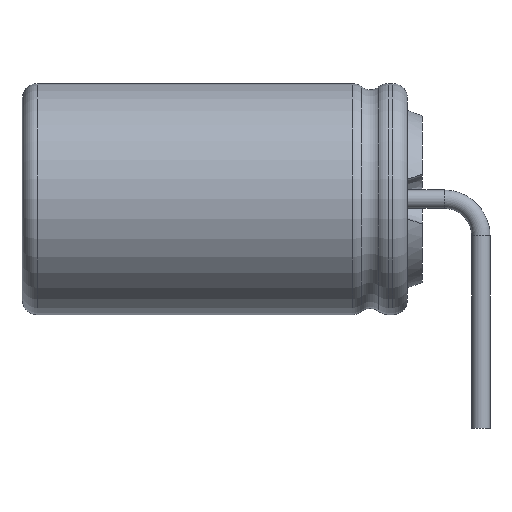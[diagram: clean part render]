
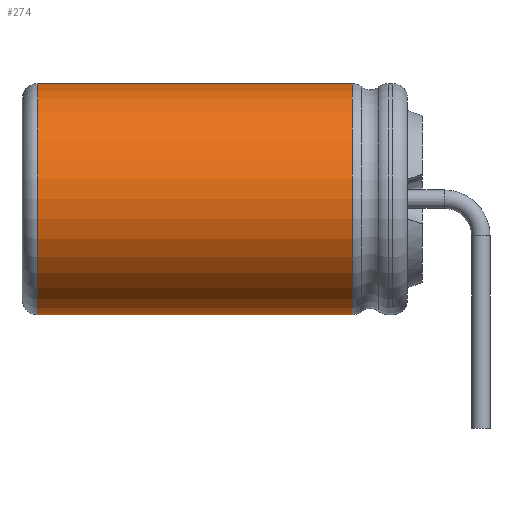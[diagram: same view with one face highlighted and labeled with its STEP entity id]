
A CAD part, front view. The second image highlights one B-rep face of the part: STEP entity #274.
In plain terms, the highlighted cylindrical face has radius 3.15 mm (diameter 6.3 mm), a partial arc.
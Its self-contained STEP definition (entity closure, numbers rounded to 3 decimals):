
#274=ADVANCED_FACE('',(#876),#878,.T.);
#876=FACE_BOUND('',#877,.T.);
#877=EDGE_LOOP('',(#1387,#1388,#1389,#1390));
#878=CYLINDRICAL_SURFACE('',#879,3.15);
#879=AXIS2_PLACEMENT_3D('',#880,#881,#882);
#880=CARTESIAN_POINT('',(-3.499,0.,3.25));
#881=DIRECTION('',(-1.,0.,0.));
#882=DIRECTION('',(0.,0.94,-0.342));
#1387=ORIENTED_EDGE('',*,*,#1663,.F.);
#1388=ORIENTED_EDGE('',*,*,#1687,.F.);
#1389=ORIENTED_EDGE('',*,*,#1640,.F.);
#1390=ORIENTED_EDGE('',*,*,#1686,.T.);
#1640=EDGE_CURVE('',#1852,#1854,#1855,.T.);
#1663=EDGE_CURVE('',#1895,#1897,#1898,.F.);
#1686=EDGE_CURVE('',#1852,#1897,#1931,.T.);
#1687=EDGE_CURVE('',#1854,#1895,#1932,.T.);
#1852=VERTEX_POINT('',#2272);
#1854=VERTEX_POINT('',#2277);
#1855=LINE('',#2278,#2279);
#1895=VERTEX_POINT('',#2372);
#1897=VERTEX_POINT('',#2377);
#1898=LINE('',#2378,#2379);
#1931=CIRCLE('',#2471,3.15);
#1932=CIRCLE('',#2475,3.15);
#2272=CARTESIAN_POINT('',(-3.499,2.96,2.173));
#2277=CARTESIAN_POINT('',(-12.1,2.96,2.173));
#2278=CARTESIAN_POINT('',(-3.499,2.96,2.173));
#2279=VECTOR('',#2280,1.);
#2280=DIRECTION('',(-1.,0.,0.));
#2372=CARTESIAN_POINT('',(-12.1,2.96,4.327));
#2377=CARTESIAN_POINT('',(-3.499,2.96,4.327));
#2378=CARTESIAN_POINT('',(-3.499,2.96,4.327));
#2379=VECTOR('',#2380,1.);
#2380=DIRECTION('',(-1.,0.,0.));
#2471=AXIS2_PLACEMENT_3D('',#2472,#2473,#2474);
#2472=CARTESIAN_POINT('',(-3.499,0.,3.25));
#2473=DIRECTION('',(-1.,0.,0.));
#2474=DIRECTION('',(0.,0.94,-0.342));
#2475=AXIS2_PLACEMENT_3D('',#2476,#2477,#2478);
#2476=CARTESIAN_POINT('',(-12.1,0.,3.25));
#2477=DIRECTION('',(-1.,0.,0.));
#2478=DIRECTION('',(0.,0.94,-0.342));
